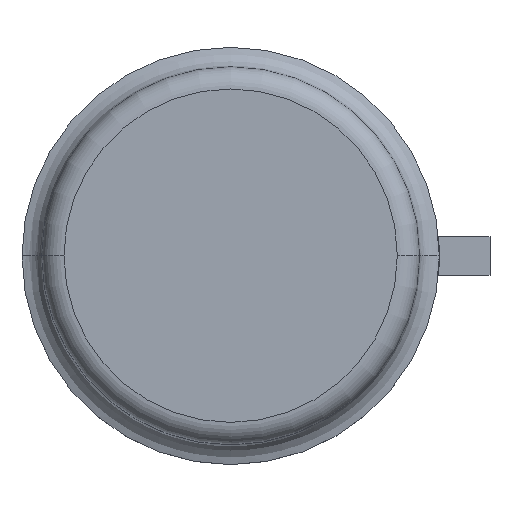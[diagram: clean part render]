
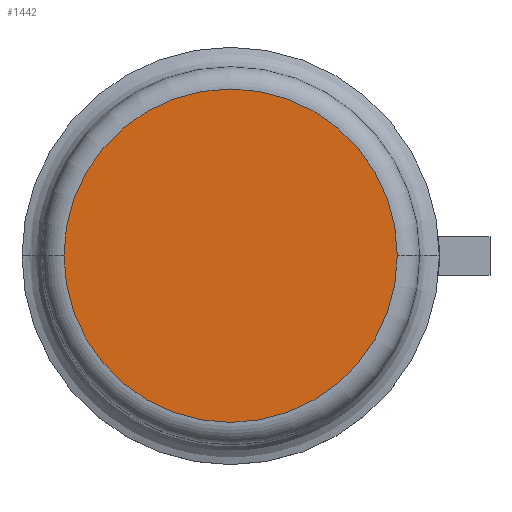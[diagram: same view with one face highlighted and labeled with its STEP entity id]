
A CAD part, top view. The second image highlights one B-rep face of the part: STEP entity #1442.
In plain terms, the highlighted planar face has unit normal (0, 0, 1).
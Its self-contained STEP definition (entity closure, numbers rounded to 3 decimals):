
#1362=CARTESIAN_POINT('',(-3.755,0.,5.72));
#1363=VERTEX_POINT('',#1362);
#1371=CARTESIAN_POINT('',(3.755,0.,5.72));
#1372=VERTEX_POINT('',#1371);
#1373=CARTESIAN_POINT('',(0.0,0.,5.72));
#1374=DIRECTION('',(0.0,0.0,-1.0));
#1375=DIRECTION('',(-1.0,0.0,0.0));
#1376=AXIS2_PLACEMENT_3D('',#1373,#1374,#1375);
#1377=CIRCLE('',#1376,3.755);
#1378=EDGE_CURVE('',#1363,#1372,#1377,.T.);
#1405=CARTESIAN_POINT('',(0.0,0.,5.72));
#1406=DIRECTION('',(0.0,0.0,-1.0));
#1407=DIRECTION('',(-1.0,0.0,0.0));
#1408=AXIS2_PLACEMENT_3D('',#1405,#1406,#1407);
#1409=CIRCLE('',#1408,3.755);
#1410=EDGE_CURVE('',#1372,#1363,#1409,.T.);
#1433=CARTESIAN_POINT('',(0.0,0.,5.72));
#1434=DIRECTION('',(0.0,0.0,1.0));
#1435=DIRECTION('',(1.0,0.0,0.0));
#1436=AXIS2_PLACEMENT_3D('',#1433,#1434,#1435);
#1437=PLANE('',#1436);
#1438=ORIENTED_EDGE('',*,*,#1410,.F.);
#1439=ORIENTED_EDGE('',*,*,#1378,.F.);
#1440=EDGE_LOOP('',(#1438,#1439));
#1441=FACE_OUTER_BOUND('',#1440,.T.);
#1442=ADVANCED_FACE('',(#1441),#1437,.T.);
